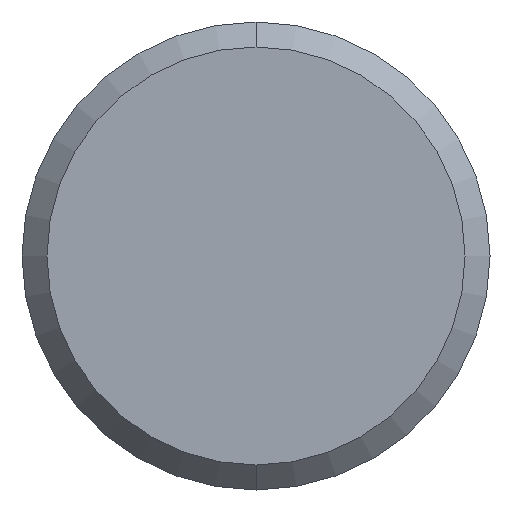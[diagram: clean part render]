
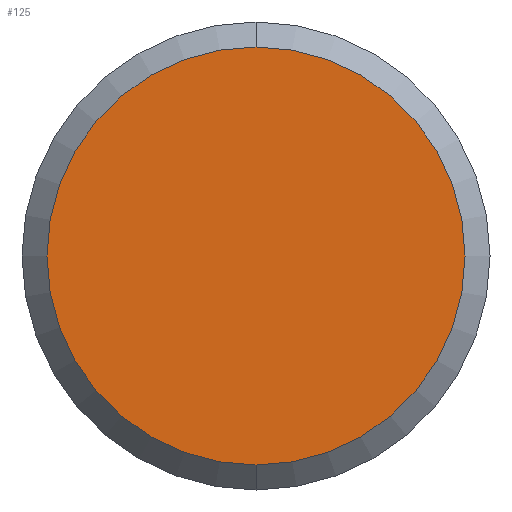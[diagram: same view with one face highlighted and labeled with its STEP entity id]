
A CAD part, front view. The second image highlights one B-rep face of the part: STEP entity #125.
In plain terms, the highlighted planar face has unit normal (0, -1, 0).
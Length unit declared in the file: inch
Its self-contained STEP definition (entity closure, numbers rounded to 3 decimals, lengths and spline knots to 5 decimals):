
#10 = CARTESIAN_POINT ( 'NONE',  ( 0., 0., -0.16735 ) ) ;
#11 = DIRECTION ( 'NONE',  ( 0., -1., 0. ) ) ;
#41 = CARTESIAN_POINT ( 'NONE',  ( 0., 0., 0. ) ) ;
#43 = CARTESIAN_POINT ( 'NONE',  ( 0., 0., 0. ) ) ;
#69 = AXIS2_PLACEMENT_3D ( 'NONE', #43, #11, #241 ) ;
#76 = CIRCLE ( 'NONE', #69, 0.16735 ) ;
#97 = EDGE_CURVE ( 'NONE', #199, #230, #248, .T. ) ;
#99 = ORIENTED_EDGE ( 'NONE', *, *, #256, .T. ) ;
#105 = CARTESIAN_POINT ( 'NONE',  ( 0., 0., 0. ) ) ;
#115 = AXIS2_PLACEMENT_3D ( 'NONE', #105, #272, #140 ) ;
#123 = AXIS2_PLACEMENT_3D ( 'NONE', #41, #227, #275 ) ;
#125 = ADVANCED_FACE ( 'NONE', ( #214 ), #137, .F. ) ;
#137 = PLANE ( 'NONE',  #115 ) ;
#140 = DIRECTION ( 'NONE',  ( 0., 0., 1. ) ) ;
#153 = EDGE_LOOP ( 'NONE', ( #99, #228 ) ) ;
#199 = VERTEX_POINT ( 'NONE', #10 ) ;
#214 = FACE_OUTER_BOUND ( 'NONE', #153, .T. ) ;
#227 = DIRECTION ( 'NONE',  ( 0., -1., 0. ) ) ;
#228 = ORIENTED_EDGE ( 'NONE', *, *, #97, .T. ) ;
#230 = VERTEX_POINT ( 'NONE', #264 ) ;
#241 = DIRECTION ( 'NONE',  ( 0., 0., 1. ) ) ;
#248 = CIRCLE ( 'NONE', #123, 0.16735 ) ;
#256 = EDGE_CURVE ( 'NONE', #230, #199, #76, .T. ) ;
#264 = CARTESIAN_POINT ( 'NONE',  ( 0., 0., 0.16735 ) ) ;
#272 = DIRECTION ( 'NONE',  ( 0., 1., 0. ) ) ;
#275 = DIRECTION ( 'NONE',  ( 0., 0., 1. ) ) ;
